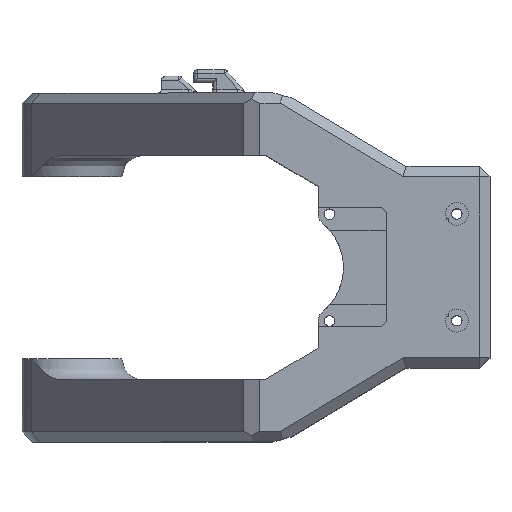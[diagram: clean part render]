
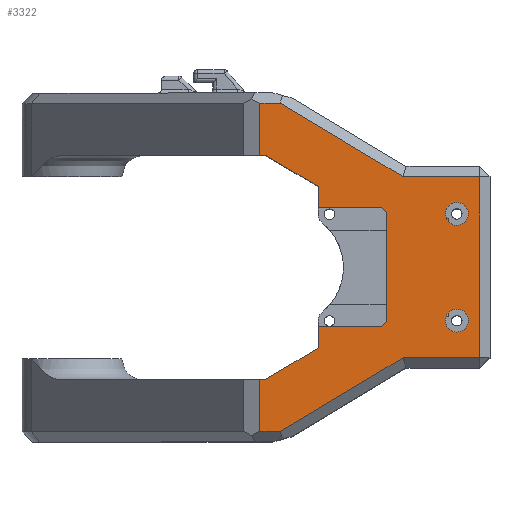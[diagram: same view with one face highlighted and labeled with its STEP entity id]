
A CAD part, top view. The second image highlights one B-rep face of the part: STEP entity #3322.
In plain terms, the highlighted planar face has unit normal (0, 0, 1).
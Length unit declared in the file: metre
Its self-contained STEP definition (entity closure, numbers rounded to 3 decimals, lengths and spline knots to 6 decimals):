
#185=LINE('',#4949,#501);
#218=LINE('',#5033,#534);
#219=LINE('',#5036,#535);
#220=LINE('',#5037,#536);
#221=LINE('',#5039,#537);
#222=LINE('',#5041,#538);
#223=LINE('',#5043,#539);
#224=LINE('',#5045,#540);
#225=LINE('',#5047,#541);
#226=LINE('',#5049,#542);
#227=LINE('',#5051,#543);
#228=LINE('',#5053,#544);
#229=LINE('',#5055,#545);
#230=LINE('',#5057,#546);
#231=LINE('',#5059,#547);
#232=LINE('',#5061,#548);
#233=LINE('',#5063,#549);
#234=LINE('',#5065,#550);
#235=LINE('',#5067,#551);
#236=LINE('',#5069,#552);
#501=VECTOR('',#3933,1.);
#534=VECTOR('',#3988,1.);
#535=VECTOR('',#3989,1.);
#536=VECTOR('',#3990,1.);
#537=VECTOR('',#3991,1.);
#538=VECTOR('',#3992,1.);
#539=VECTOR('',#3993,1.);
#540=VECTOR('',#3994,1.);
#541=VECTOR('',#3995,1.);
#542=VECTOR('',#3996,1.);
#543=VECTOR('',#3997,1.);
#544=VECTOR('',#3998,1.);
#545=VECTOR('',#3999,1.);
#546=VECTOR('',#4000,1.);
#547=VECTOR('',#4001,1.);
#548=VECTOR('',#4002,1.);
#549=VECTOR('',#4003,1.);
#550=VECTOR('',#4004,1.);
#551=VECTOR('',#4005,1.);
#552=VECTOR('',#4006,1.);
#880=ORIENTED_EDGE('',*,*,#1861,.T.);
#881=ORIENTED_EDGE('',*,*,#1862,.T.);
#882=ORIENTED_EDGE('',*,*,#1820,.F.);
#883=ORIENTED_EDGE('',*,*,#1863,.T.);
#884=ORIENTED_EDGE('',*,*,#1864,.T.);
#885=ORIENTED_EDGE('',*,*,#1865,.T.);
#886=ORIENTED_EDGE('',*,*,#1866,.T.);
#887=ORIENTED_EDGE('',*,*,#1867,.T.);
#888=ORIENTED_EDGE('',*,*,#1868,.T.);
#889=ORIENTED_EDGE('',*,*,#1869,.T.);
#890=ORIENTED_EDGE('',*,*,#1870,.T.);
#891=ORIENTED_EDGE('',*,*,#1871,.T.);
#892=ORIENTED_EDGE('',*,*,#1872,.T.);
#893=ORIENTED_EDGE('',*,*,#1873,.T.);
#894=ORIENTED_EDGE('',*,*,#1874,.T.);
#895=ORIENTED_EDGE('',*,*,#1875,.T.);
#896=ORIENTED_EDGE('',*,*,#1876,.T.);
#897=ORIENTED_EDGE('',*,*,#1877,.T.);
#898=ORIENTED_EDGE('',*,*,#1878,.T.);
#899=ORIENTED_EDGE('',*,*,#1879,.T.);
#900=ORIENTED_EDGE('',*,*,#1880,.T.);
#901=ORIENTED_EDGE('',*,*,#1881,.F.);
#1820=EDGE_CURVE('',#2311,#2312,#185,.T.);
#1861=EDGE_CURVE('',#2351,#2352,#218,.T.);
#1862=EDGE_CURVE('',#2352,#2312,#219,.T.);
#1863=EDGE_CURVE('',#2311,#2353,#220,.T.);
#1864=EDGE_CURVE('',#2353,#2354,#221,.T.);
#1865=EDGE_CURVE('',#2354,#2355,#222,.T.);
#1866=EDGE_CURVE('',#2355,#2356,#223,.F.);
#1867=EDGE_CURVE('',#2356,#2357,#224,.T.);
#1868=EDGE_CURVE('',#2357,#2358,#225,.F.);
#1869=EDGE_CURVE('',#2358,#2359,#226,.T.);
#1870=EDGE_CURVE('',#2359,#2360,#227,.T.);
#1871=EDGE_CURVE('',#2360,#2361,#228,.T.);
#1872=EDGE_CURVE('',#2361,#2362,#229,.T.);
#1873=EDGE_CURVE('',#2362,#2363,#230,.T.);
#1874=EDGE_CURVE('',#2363,#2364,#231,.T.);
#1875=EDGE_CURVE('',#2364,#2365,#232,.T.);
#1876=EDGE_CURVE('',#2365,#2366,#233,.T.);
#1877=EDGE_CURVE('',#2366,#2367,#234,.T.);
#1878=EDGE_CURVE('',#2367,#2368,#235,.T.);
#1879=EDGE_CURVE('',#2368,#2351,#236,.T.);
#1880=EDGE_CURVE('',#2369,#2369,#2595,.T.);
#1881=EDGE_CURVE('',#2370,#2370,#2596,.T.);
#2311=VERTEX_POINT('',#4950);
#2312=VERTEX_POINT('',#4951);
#2351=VERTEX_POINT('',#5034);
#2352=VERTEX_POINT('',#5035);
#2353=VERTEX_POINT('',#5038);
#2354=VERTEX_POINT('',#5040);
#2355=VERTEX_POINT('',#5042);
#2356=VERTEX_POINT('',#5044);
#2357=VERTEX_POINT('',#5046);
#2358=VERTEX_POINT('',#5048);
#2359=VERTEX_POINT('',#5050);
#2360=VERTEX_POINT('',#5052);
#2361=VERTEX_POINT('',#5054);
#2362=VERTEX_POINT('',#5056);
#2363=VERTEX_POINT('',#5058);
#2364=VERTEX_POINT('',#5060);
#2365=VERTEX_POINT('',#5062);
#2366=VERTEX_POINT('',#5064);
#2367=VERTEX_POINT('',#5066);
#2368=VERTEX_POINT('',#5068);
#2369=VERTEX_POINT('',#5071);
#2370=VERTEX_POINT('',#5073);
#2595=CIRCLE('',#3566,0.0022);
#2596=CIRCLE('',#3567,0.0022);
#2703=EDGE_LOOP('',(#880,#881,#882,#883,#884,#885,#886,#887,#888,#889,#890,
#891,#892,#893,#894,#895,#896,#897,#898,#899));
#2704=EDGE_LOOP('',(#900));
#2705=EDGE_LOOP('',(#901));
#2957=FACE_BOUND('',#2703,.T.);
#2958=FACE_BOUND('',#2704,.T.);
#2959=FACE_BOUND('',#2705,.T.);
#3206=PLANE('',#3565);
#3322=ADVANCED_FACE('',(#2957,#2958,#2959),#3206,.T.);
#3565=AXIS2_PLACEMENT_3D('',#5032,#3986,#3987);
#3566=AXIS2_PLACEMENT_3D('',#5070,#4007,#4008);
#3567=AXIS2_PLACEMENT_3D('',#5072,#4009,#4010);
#3933=DIRECTION('',(-1.,0.,0.));
#3986=DIRECTION('',(0.,0.,1.));
#3987=DIRECTION('',(1.,0.,0.));
#3988=DIRECTION('',(-1.,0.,0.));
#3989=DIRECTION('',(0.,-1.,0.));
#3990=DIRECTION('',(0.857,-0.514,0.));
#3991=DIRECTION('',(0.,-1.,0.));
#3992=DIRECTION('',(1.,0.,0.));
#3993=DIRECTION('',(-0.707,0.707,0.));
#3994=DIRECTION('',(0.,-1.,0.));
#3995=DIRECTION('',(0.707,0.707,0.));
#3996=DIRECTION('',(-1.,0.,0.));
#3997=DIRECTION('',(0.,-1.,0.));
#3998=DIRECTION('',(-0.857,-0.514,0.));
#3999=DIRECTION('',(-1.,0.,0.));
#4000=DIRECTION('',(0.,-1.,0.));
#4001=DIRECTION('',(1.,0.,0.));
#4002=DIRECTION('',(0.857,0.514,0.));
#4003=DIRECTION('',(1.,0.,0.));
#4004=DIRECTION('',(0.,1.,0.));
#4005=DIRECTION('',(-1.,0.,0.));
#4006=DIRECTION('',(-0.857,0.514,0.));
#4007=DIRECTION('',(0.,0.,-1.));
#4008=DIRECTION('',(1.,0.,0.));
#4009=DIRECTION('',(0.,0.,1.));
#4010=DIRECTION('',(1.,0.,0.));
#4949=CARTESIAN_POINT('',(0.016028,0.0215,0.0195));
#4950=CARTESIAN_POINT('',(-0.0039,0.0215,0.0195));
#4951=CARTESIAN_POINT('',(-0.00506,0.0215,0.0195));
#5032=CARTESIAN_POINT('',(0.019558,0.,0.0195));
#5033=CARTESIAN_POINT('',(0.019558,0.0315,0.0195));
#5034=CARTESIAN_POINT('',(-0.00113,0.0315,0.0195));
#5035=CARTESIAN_POINT('',(-0.00506,0.0315,0.0195));
#5036=CARTESIAN_POINT('',(-0.00506,0.,0.0195));
#5037=CARTESIAN_POINT('',(0.0061,0.0155,0.0195));
#5038=CARTESIAN_POINT('',(0.0061,0.0155,0.0195));
#5039=CARTESIAN_POINT('',(0.0061,0.,0.0195));
#5040=CARTESIAN_POINT('',(0.0061,0.01145,0.0195));
#5041=CARTESIAN_POINT('',(0.015013,0.01145,0.0195));
#5042=CARTESIAN_POINT('',(0.018325,0.01145,0.0195));
#5043=CARTESIAN_POINT('',(0.018325,0.01145,0.0195));
#5044=CARTESIAN_POINT('',(0.019325,0.01045,0.0195));
#5045=CARTESIAN_POINT('',(0.019325,0.,0.0195));
#5046=CARTESIAN_POINT('',(0.019325,-0.01045,0.0195));
#5047=CARTESIAN_POINT('',(0.019325,-0.01045,0.0195));
#5048=CARTESIAN_POINT('',(0.018325,-0.01145,0.0195));
#5049=CARTESIAN_POINT('',(0.00535,-0.01145,0.0195));
#5050=CARTESIAN_POINT('',(0.0061,-0.01145,0.0195));
#5051=CARTESIAN_POINT('',(0.0061,0.,0.0195));
#5052=CARTESIAN_POINT('',(0.0061,-0.0155,0.0195));
#5053=CARTESIAN_POINT('',(-0.0039,-0.0215,0.0195));
#5054=CARTESIAN_POINT('',(-0.0039,-0.0215,0.0195));
#5055=CARTESIAN_POINT('',(0.016028,-0.0215,0.0195));
#5056=CARTESIAN_POINT('',(-0.00506,-0.0215,0.0195));
#5057=CARTESIAN_POINT('',(-0.00506,-0.0315,0.0195));
#5058=CARTESIAN_POINT('',(-0.00506,-0.0315,0.0195));
#5059=CARTESIAN_POINT('',(0.019558,-0.0315,0.0195));
#5060=CARTESIAN_POINT('',(-0.00113,-0.0315,0.0195));
#5061=CARTESIAN_POINT('',(0.021953,-0.01765,0.0195));
#5062=CARTESIAN_POINT('',(0.022428,-0.017365,0.0195));
#5063=CARTESIAN_POINT('',(0.039115,-0.017365,0.0195));
#5064=CARTESIAN_POINT('',(0.037115,-0.017365,0.0195));
#5065=CARTESIAN_POINT('',(0.037115,0.,0.0195));
#5066=CARTESIAN_POINT('',(0.037115,0.017365,0.0195));
#5067=CARTESIAN_POINT('',(0.019558,0.017365,0.0195));
#5068=CARTESIAN_POINT('',(0.022428,0.017365,0.0195));
#5069=CARTESIAN_POINT('',(0.027978,0.014035,0.0195));
#5070=CARTESIAN_POINT('',(0.03275,-0.01025,0.0195));
#5071=CARTESIAN_POINT('',(0.03495,-0.01025,0.0195));
#5072=CARTESIAN_POINT('',(0.03275,0.01025,0.0195));
#5073=CARTESIAN_POINT('',(0.03495,0.01025,0.0195));
